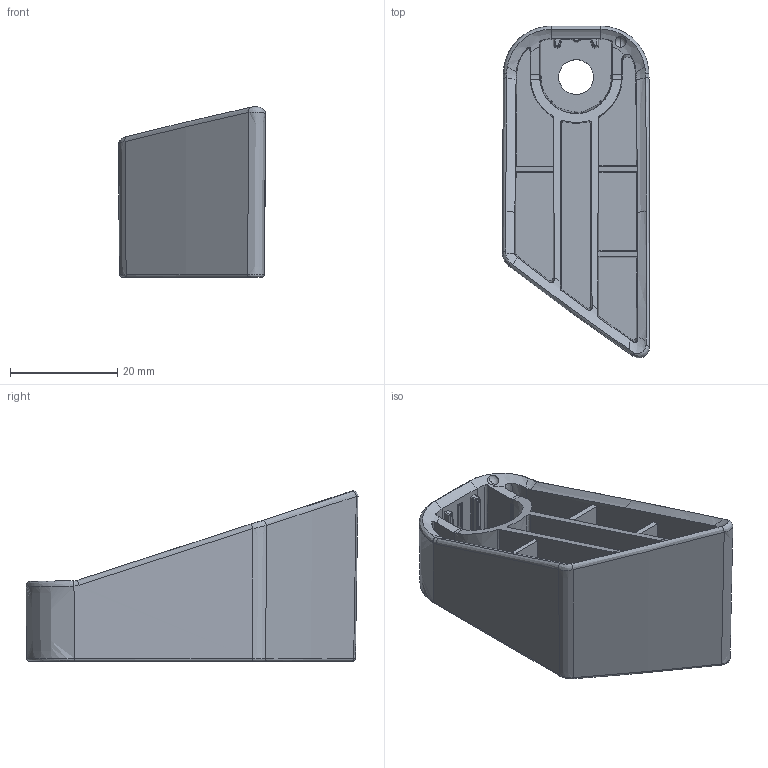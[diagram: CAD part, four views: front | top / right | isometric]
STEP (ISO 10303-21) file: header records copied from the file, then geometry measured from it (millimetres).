
FILE_DESCRIPTION(('Creo Elements/Direct Modeling STEP Export'),'2;1');
FILE_NAME('01167L-62.stp','2024-12-09T10:24:45',(''),(''),'Creo Elements/Direct Modeling STEP processor for AP214 (Solid Model)','Creo Elements/Direct Modeling 20.0 12-Nov-2016 (C) Parametric Technology GmbH','');
FILE_SCHEMA(('AUTOMOTIVE_DESIGN { 1 0 10303 214 1 1 1 1 }'));
Length unit declared in the file: millimetre
Products named in the file (1): KU-12365
Bounding box: 27.48 x 61.97 x 31.83 mm (x, y, z)
Volume: 12616.9 mm3; surface area: 13103.4 mm2
Topology: 1 solids, 1 shells, 811 faces, 2275 edges, 1485 vertices
Faces by surface type: plane 600, bspline 115, cylinder 42, cone 35, torus 11, sphere 8
Entity records: 39272 total; most frequent: CARTESIAN_POINT 19521, ORIENTED_EDGE 4534, DIRECTION 3306, EDGE_CURVE 2267, VECTOR 1702, LINE 1702, VERTEX_POINT 1485, EDGE_LOOP 840
